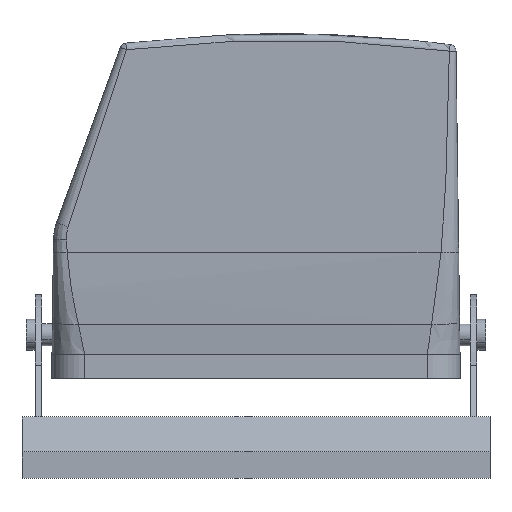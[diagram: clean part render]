
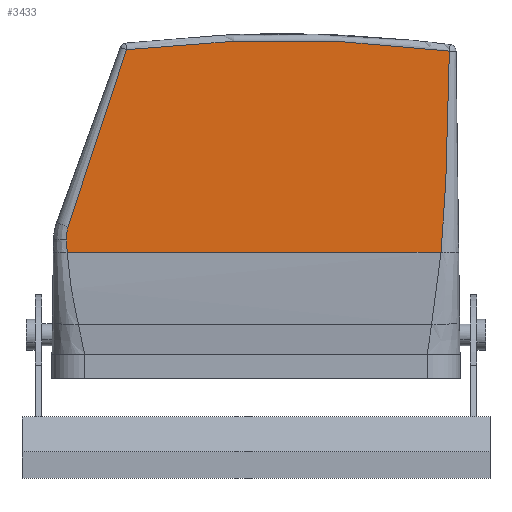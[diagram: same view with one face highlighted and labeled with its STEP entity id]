
A CAD part, left-side view. The second image highlights one B-rep face of the part: STEP entity #3433.
In plain terms, the highlighted planar face has unit normal (-1, 0, 0).
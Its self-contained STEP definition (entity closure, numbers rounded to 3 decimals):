
#3380=AXIS2_PLACEMENT_3D('Plane Axis2P3D',#3377,#3378,#3379) ;
#3422=AXIS2_PLACEMENT_3D('Circle Axis2P3D',#3420,#3421,$) ;
#2264=CARTESIAN_POINT('Vertex',(17.25,11.19,51.638)) ;
#2287=CARTESIAN_POINT('Line Origine',(17.25,52.82,51.638)) ;
#2291=CARTESIAN_POINT('Vertex',(17.25,96.674,51.638)) ;
#2637=CARTESIAN_POINT('Control Point',(17.25,96.807,54.461)) ;
#2638=CARTESIAN_POINT('Control Point',(17.25,96.785,53.897)) ;
#2639=CARTESIAN_POINT('Control Point',(17.25,96.761,53.332)) ;
#2640=CARTESIAN_POINT('Control Point',(17.25,96.735,52.768)) ;
#2641=CARTESIAN_POINT('Control Point',(17.25,96.706,52.203)) ;
#2642=CARTESIAN_POINT('Control Point',(17.25,96.674,51.638)) ;
#2643=CARTESIAN_POINT('Vertex',(17.25,96.807,54.461)) ;
#2981=CARTESIAN_POINT('Vertex',(17.25,9.295,97.645)) ;
#2985=CARTESIAN_POINT('Control Point',(17.25,9.295,97.645)) ;
#2986=CARTESIAN_POINT('Control Point',(17.25,9.329,95.411)) ;
#2987=CARTESIAN_POINT('Control Point',(17.25,9.368,93.165)) ;
#2988=CARTESIAN_POINT('Control Point',(17.25,9.411,90.933)) ;
#2989=CARTESIAN_POINT('Control Point',(17.25,9.509,86.455)) ;
#2990=CARTESIAN_POINT('Control Point',(17.25,9.628,81.981)) ;
#2991=CARTESIAN_POINT('Control Point',(17.25,9.692,79.743)) ;
#2992=CARTESIAN_POINT('Control Point',(17.25,9.822,75.525)) ;
#2993=CARTESIAN_POINT('Control Point',(17.25,9.97,71.308)) ;
#2994=CARTESIAN_POINT('Control Point',(17.25,10.045,69.329)) ;
#2995=CARTESIAN_POINT('Control Point',(17.25,10.166,66.364)) ;
#2996=CARTESIAN_POINT('Control Point',(17.25,10.31,63.4)) ;
#2997=CARTESIAN_POINT('Control Point',(17.25,10.361,62.39)) ;
#2998=CARTESIAN_POINT('Control Point',(17.25,10.514,59.647)) ;
#2999=CARTESIAN_POINT('Control Point',(17.25,10.704,56.905)) ;
#3000=CARTESIAN_POINT('Control Point',(17.25,10.846,55.149)) ;
#3001=CARTESIAN_POINT('Control Point',(17.25,11.009,53.393)) ;
#3002=CARTESIAN_POINT('Control Point',(17.25,11.19,51.638)) ;
#3377=CARTESIAN_POINT('Axis2P3D Location',(17.25,-12.559,-11.843)) ;
#3383=CARTESIAN_POINT('Control Point',(17.25,83.088,97.971)) ;
#3384=CARTESIAN_POINT('Control Point',(17.25,83.157,97.77)) ;
#3385=CARTESIAN_POINT('Control Point',(17.25,83.227,97.57)) ;
#3386=CARTESIAN_POINT('Control Point',(17.25,83.305,97.345)) ;
#3387=CARTESIAN_POINT('Control Point',(17.25,83.417,97.022)) ;
#3388=CARTESIAN_POINT('Control Point',(17.25,83.528,96.699)) ;
#3389=CARTESIAN_POINT('Control Point',(17.25,83.565,96.591)) ;
#3390=CARTESIAN_POINT('Control Point',(17.25,83.641,96.373)) ;
#3391=CARTESIAN_POINT('Control Point',(17.25,83.714,96.16)) ;
#3392=CARTESIAN_POINT('Control Point',(17.25,83.742,96.08)) ;
#3393=CARTESIAN_POINT('Control Point',(17.25,84.199,94.756)) ;
#3394=CARTESIAN_POINT('Control Point',(17.25,84.655,93.431)) ;
#3395=CARTESIAN_POINT('Control Point',(17.25,85.072,92.213)) ;
#3396=CARTESIAN_POINT('Control Point',(17.25,86.585,87.776)) ;
#3397=CARTESIAN_POINT('Control Point',(17.25,88.078,83.332)) ;
#3398=CARTESIAN_POINT('Control Point',(17.25,89.148,80.108)) ;
#3399=CARTESIAN_POINT('Control Point',(17.25,91.139,74.06)) ;
#3400=CARTESIAN_POINT('Control Point',(17.25,93.105,68.005)) ;
#3401=CARTESIAN_POINT('Control Point',(17.25,94.014,65.187)) ;
#3402=CARTESIAN_POINT('Control Point',(17.25,95.05,61.953)) ;
#3403=CARTESIAN_POINT('Control Point',(17.25,96.069,58.715)) ;
#3404=CARTESIAN_POINT('Control Point',(17.25,96.197,58.307)) ;
#3405=CARTESIAN_POINT('Control Point',(17.25,96.325,57.898)) ;
#3406=CARTESIAN_POINT('Control Point',(17.25,96.452,57.489)) ;
#3407=CARTESIAN_POINT('Vertex',(17.25,96.452,57.489)) ;
#3409=CARTESIAN_POINT('Vertex',(17.25,83.088,97.971)) ;
#3413=CARTESIAN_POINT('Control Point',(17.25,96.452,57.489)) ;
#3414=CARTESIAN_POINT('Control Point',(17.25,96.627,56.901)) ;
#3415=CARTESIAN_POINT('Control Point',(17.25,96.752,56.297)) ;
#3416=CARTESIAN_POINT('Control Point',(17.25,96.824,55.685)) ;
#3417=CARTESIAN_POINT('Control Point',(17.25,96.843,55.071)) ;
#3418=CARTESIAN_POINT('Control Point',(17.25,96.807,54.461)) ;
#3420=CARTESIAN_POINT('Axis2P3D Location',(17.25,47.5,-198.4)) ;
#2288=DIRECTION('Vector Direction',(0.,-1.,0.)) ;
#3378=DIRECTION('Axis2P3D Direction',(-1.,0.,0.)) ;
#3379=DIRECTION('Axis2P3D XDirection',(0.,-0.317,0.949)) ;
#3421=DIRECTION('Axis2P3D Direction',(-1.,0.,0.)) ;
#2289=VECTOR('Line Direction',#2288,1.) ;
#3426=ORIENTED_EDGE('',*,*,#3411,.F.) ;
#3427=ORIENTED_EDGE('',*,*,#3419,.F.) ;
#3428=ORIENTED_EDGE('',*,*,#2645,.F.) ;
#3429=ORIENTED_EDGE('',*,*,#2293,.T.) ;
#3430=ORIENTED_EDGE('',*,*,#3003,.T.) ;
#3431=ORIENTED_EDGE('',*,*,#3424,.T.) ;
#3433=ADVANCED_FACE('Hood',(#3432),#3381,.T.) ;
#2636=B_SPLINE_CURVE_WITH_KNOTS('',5,(#2637,#2638,#2639,#2640,#2641,#2642),.UNSPECIFIED.,.F.,.U.,(6,6),(114.103,116.927),.UNSPECIFIED.) ;
#2984=B_SPLINE_CURVE_WITH_KNOTS('',5,(#2985,#2986,#2987,#2988,#2989,#2990,#2991,#2992,#2993,#2994,#2995,#2996,#2997,#2998,#2999,#3000,#3001,#3002),.UNSPECIFIED.,.F.,.U.,(6,3,3,3,3,6),(29.839,41.032,52.226,62.13,67.06,75.862),.UNSPECIFIED.) ;
#3382=B_SPLINE_CURVE_WITH_KNOTS('',5,(#3383,#3384,#3385,#3386,#3387,#3388,#3389,#3390,#3391,#3392,#3393,#3394,#3395,#3396,#3397,#3398,#3399,#3400,#3401,#3402,#3403,#3404,#3405,#3406),.UNSPECIFIED.,.F.,.U.,(6,3,3,3,3,3,3,6),(0.,1.503,2.263,3.062,12.181,36.261,57.285,60.319),.UNSPECIFIED.) ;
#3412=B_SPLINE_CURVE_WITH_KNOTS('',5,(#3413,#3414,#3415,#3416,#3417,#3418),.UNSPECIFIED.,.F.,.U.,(6,6),(0.,4.34),.UNSPECIFIED.) ;
#3423=CIRCLE('generated circle',#3422,298.5) ;
#2293=EDGE_CURVE('',#2292,#2265,#2290,.T.) ;
#2645=EDGE_CURVE('',#2292,#2644,#2636,.F.) ;
#3003=EDGE_CURVE('',#2265,#2982,#2984,.F.) ;
#3411=EDGE_CURVE('',#3408,#3410,#3382,.F.) ;
#3419=EDGE_CURVE('',#2644,#3408,#3412,.F.) ;
#3424=EDGE_CURVE('',#2982,#3410,#3423,.T.) ;
#3425=EDGE_LOOP('',(#3426,#3427,#3428,#3429,#3430,#3431)) ;
#3432=FACE_OUTER_BOUND('',#3425,.T.) ;
#2290=LINE('Line',#2287,#2289) ;
#3381=PLANE('',#3380) ;
#2265=VERTEX_POINT('',#2264) ;
#2292=VERTEX_POINT('',#2291) ;
#2644=VERTEX_POINT('',#2643) ;
#2982=VERTEX_POINT('',#2981) ;
#3408=VERTEX_POINT('',#3407) ;
#3410=VERTEX_POINT('',#3409) ;
